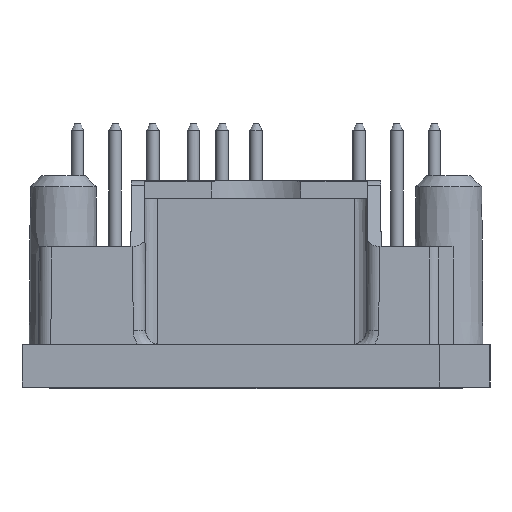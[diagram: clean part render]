
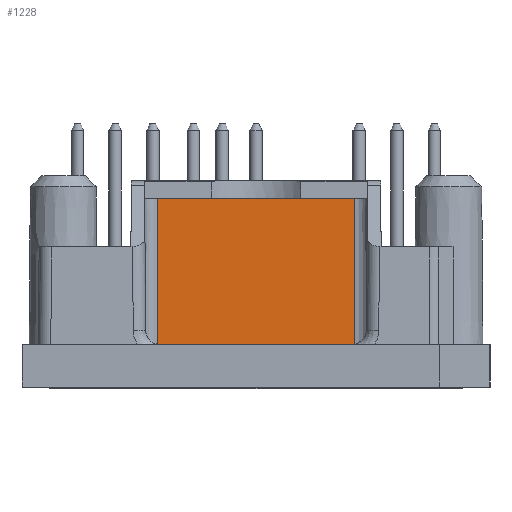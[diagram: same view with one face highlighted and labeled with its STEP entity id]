
A CAD part, left-side view. The second image highlights one B-rep face of the part: STEP entity #1228.
In plain terms, the highlighted planar face has unit normal (-1, 0, -0.009).
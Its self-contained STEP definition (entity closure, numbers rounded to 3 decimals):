
#1228 = ADVANCED_FACE( '', ( #3064 ), #3065, .T. );
#3064 = FACE_OUTER_BOUND( '', #5690, .T. );
#3065 = PLANE( '', #5691 );
#5690 = EDGE_LOOP( '', ( #9578, #9579, #9580, #9581 ) );
#5691 = AXIS2_PLACEMENT_3D( '', #9582, #9583, #9584 );
#9578 = ORIENTED_EDGE( '', *, *, #15013, .T. );
#9579 = ORIENTED_EDGE( '', *, *, #15408, .T. );
#9580 = ORIENTED_EDGE( '', *, *, #15409, .T. );
#9581 = ORIENTED_EDGE( '', *, *, #14476, .F. );
#9582 = CARTESIAN_POINT( '', ( -32.648, 0.25, 21.5 ) );
#9583 = DIRECTION( '', ( -1., 0., -0.009 ) );
#9584 = DIRECTION( '', ( -0.009, 0., 1. ) );
#14476 = EDGE_CURVE( '', #16980, #16982, #16983, .T. );
#15013 = EDGE_CURVE( '', #16980, #17917, #17919, .T. );
#15408 = EDGE_CURVE( '', #17917, #18557, #18558, .T. );
#15409 = EDGE_CURVE( '', #18557, #16982, #18559, .T. );
#16980 = VERTEX_POINT( '', #20681 );
#16982 = VERTEX_POINT( '', #20683 );
#16983 = LINE( '', #20684, #20685 );
#17917 = VERTEX_POINT( '', #21985 );
#17919 = LINE( '', #21987, #21988 );
#18557 = VERTEX_POINT( '', #23044 );
#18558 = LINE( '', #23045, #23046 );
#18559 = LINE( '', #23047, #23048 );
#20681 = CARTESIAN_POINT( '', ( -32.515, 8.152, 6.3 ) );
#20683 = CARTESIAN_POINT( '', ( -32.636, 8.152, 20.1 ) );
#20684 = CARTESIAN_POINT( '', ( -32.648, 8.152, 21.5 ) );
#20685 = VECTOR( '', #26067, 1000. );
#21985 = CARTESIAN_POINT( '', ( -32.515, -7.652, 6.3 ) );
#21987 = CARTESIAN_POINT( '', ( -32.515, -17.95, 6.3 ) );
#21988 = VECTOR( '', #26617, 1000. );
#23044 = CARTESIAN_POINT( '', ( -32.636, -7.652, 20.1 ) );
#23045 = CARTESIAN_POINT( '', ( -32.648, -7.652, 21.5 ) );
#23046 = VECTOR( '', #27024, 1000. );
#23047 = CARTESIAN_POINT( '', ( -32.636, 0.25, 20.1 ) );
#23048 = VECTOR( '', #27025, 1000. );
#26067 = DIRECTION( '', ( -0.009, 0., 1. ) );
#26617 = DIRECTION( '', ( 0., -1., 0. ) );
#27024 = DIRECTION( '', ( -0.009, 0., 1. ) );
#27025 = DIRECTION( '', ( 0., 1., 0. ) );
